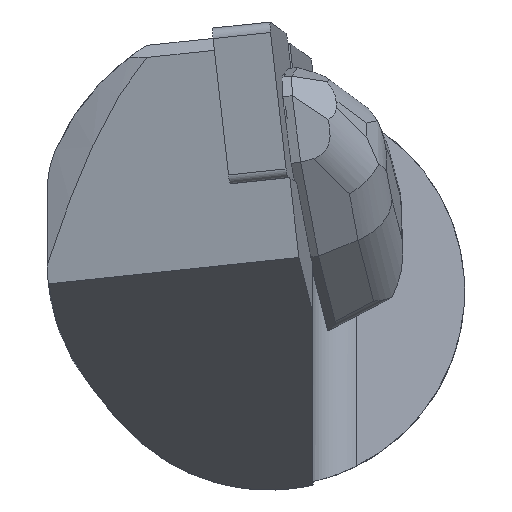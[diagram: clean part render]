
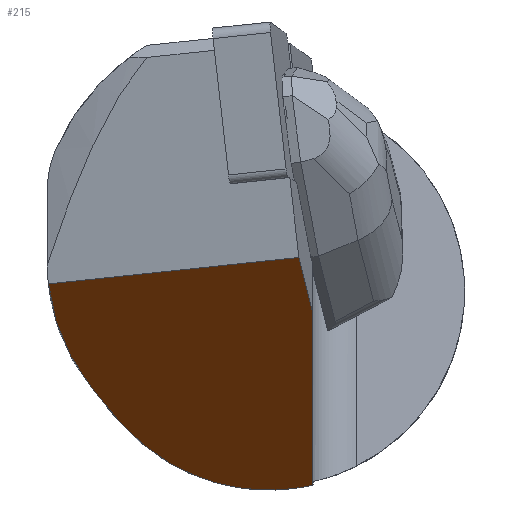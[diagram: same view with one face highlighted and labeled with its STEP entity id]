
A CAD part, top view. The second image highlights one B-rep face of the part: STEP entity #215.
In plain terms, the highlighted planar face has unit normal (0.023, -0.807, 0.59).
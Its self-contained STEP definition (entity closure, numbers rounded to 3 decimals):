
#68=ELLIPSE('',#1673,27.558,16.268);
#69=ELLIPSE('',#1674,27.612,16.3);
#215=ADVANCED_FACE('T533_BOXF003',(#355),#296,.T.);
#296=PLANE('',#1675);
#355=FACE_OUTER_BOUND('',#444,.T.);
#444=EDGE_LOOP('',(#627,#628,#629,#630,#631,#632));
#627=ORIENTED_EDGE('',*,*,#1201,.T.);
#628=ORIENTED_EDGE('',*,*,#1202,.T.);
#629=ORIENTED_EDGE('',*,*,#1203,.T.);
#630=ORIENTED_EDGE('',*,*,#1155,.T.);
#631=ORIENTED_EDGE('',*,*,#1165,.F.);
#632=ORIENTED_EDGE('',*,*,#1198,.F.);
#995=VERTEX_POINT('',#2288);
#996=VERTEX_POINT('',#2290);
#1005=VERTEX_POINT('',#2309);
#1030=VERTEX_POINT('',#2378);
#1032=VERTEX_POINT('',#2385);
#1033=VERTEX_POINT('',#2387);
#1155=EDGE_CURVE('',#996,#995,#1374,.T.);
#1165=EDGE_CURVE('',#1005,#995,#1384,.T.);
#1198=EDGE_CURVE('',#1030,#1005,#1406,.T.);
#1201=EDGE_CURVE('',#1030,#1032,#68,.T.);
#1202=EDGE_CURVE('',#1032,#1033,#1409,.T.);
#1203=EDGE_CURVE('',#1033,#996,#69,.T.);
#1374=LINE('',#2289,#1511);
#1384=LINE('',#2310,#1521);
#1406=LINE('',#2379,#1543);
#1409=LINE('',#2386,#1546);
#1511=VECTOR('',#1846,1.);
#1521=VECTOR('',#1858,1.);
#1543=VECTOR('',#1916,1.);
#1546=VECTOR('',#1923,1.);
#1673=AXIS2_PLACEMENT_3D('',#2384,#1921,#1922);
#1674=AXIS2_PLACEMENT_3D('',#2388,#1924,#1925);
#1675=AXIS2_PLACEMENT_3D('',#2389,#1926,#1927);
#1846=DIRECTION('',(0.,0.59,0.807));
#1858=DIRECTION('',(0.145,-0.582,-0.8));
#1916=DIRECTION('',(0.989,0.104,0.104));
#1921=DIRECTION('',(0.023,-0.807,0.59));
#1922=DIRECTION('',(0.017,-0.59,-0.807));
#1923=DIRECTION('',(0.43,-0.525,-0.734));
#1924=DIRECTION('',(0.023,-0.807,0.59));
#1925=DIRECTION('',(0.017,-0.59,-0.807));
#1926=DIRECTION('',(0.023,-0.807,0.59));
#1927=DIRECTION('',(0.,-0.59,-0.807));
#2288=CARTESIAN_POINT('',(3.5,-1.633,36.775));
#2289=CARTESIAN_POINT('',(3.5,70.928,135.953));
#2290=CARTESIAN_POINT('',(3.5,-15.92,17.248));
#2309=CARTESIAN_POINT('',(2.416,2.708,42.75));
#2310=CARTESIAN_POINT('',(-6.745,39.384,93.234));
#2378=CARTESIAN_POINT('',(-18.098,0.552,40.594));
#2379=CARTESIAN_POINT('',(-96.646,-7.704,32.338));
#2384=CARTESIAN_POINT('',(-1.925,2.301,42.362));
#2385=CARTESIAN_POINT('',(-14.515,-8.,28.767));
#2386=CARTESIAN_POINT('',(-20.132,-1.135,38.367));
#2387=CARTESIAN_POINT('',(-12.615,-10.322,25.52));
#2388=CARTESIAN_POINT('',(0.,0.,39.142));
#2389=CARTESIAN_POINT('',(48.819,19.521,63.942));
